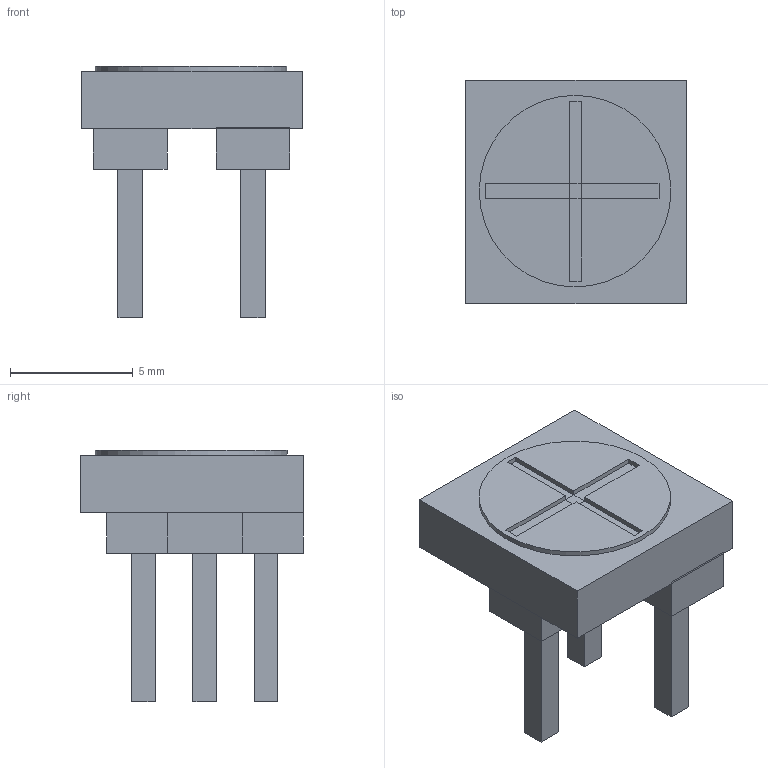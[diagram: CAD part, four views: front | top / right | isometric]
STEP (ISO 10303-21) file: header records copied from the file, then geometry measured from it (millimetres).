
FILE_DESCRIPTION(('FreeCAD Model'),'2;1');
FILE_NAME('upor simon.stp','2020-04-08T15:32:35',('FreeCAD'),( 'FreeCAD'),'Open CASCADE STEP processor 7.3','FreeCAD','Unknown');
FILE_SCHEMA(('AUTOMOTIVE_DESIGN { 1 0 10303 214 1 1 1 1 }'));
Length unit declared in the file: millimetre
Products named in the file (8): Open CASCADE STEP translator 7.3 1; Open CASCADE STEP translator 7.3 1.1; Open CASCADE STEP translator 7.3 1.1.1; Open CASCADE STEP translator 7.3 1.1.2; Open CASCADE STEP translator 7.3 1.2; Open CASCADE STEP translator 7.3 1.3; Open CASCADE STEP translator 7.3 1.3.1; Open CASCADE STEP translator 7.3 1.3.2
Assembly tree (7 placements, depth 3):
  Open CASCADE STEP translator 7.3 1
    Open CASCADE STEP translator 7.3 1.1
      Open CASCADE STEP translator 7.3 1.1.1
      Open CASCADE STEP translator 7.3 1.1.2
    Open CASCADE STEP translator 7.3 1.2
    Open CASCADE STEP translator 7.3 1.3
      Open CASCADE STEP translator 7.3 1.3.1
      Open CASCADE STEP translator 7.3 1.3.2
Bounding box: 8.97 x 9.1 x 10.25 mm (x, y, z)
Volume: 293.2 mm3; surface area: 539.3 mm2
Topology: 5 solids, 5 shells, 78 faces, 179 edges, 122 vertices
Faces by surface type: plane 77, cylinder 1
Full cylindrical faces by diameter (mm): 7.814 x1
Entity records: 4548 total; most frequent: CARTESIAN_POINT 821, DIRECTION 635, LINE 457, VECTOR 457, ORIENTED_EDGE 358, PCURVE 358, DEFINITIONAL_REPRESENTATION 358, EDGE_CURVE 179
